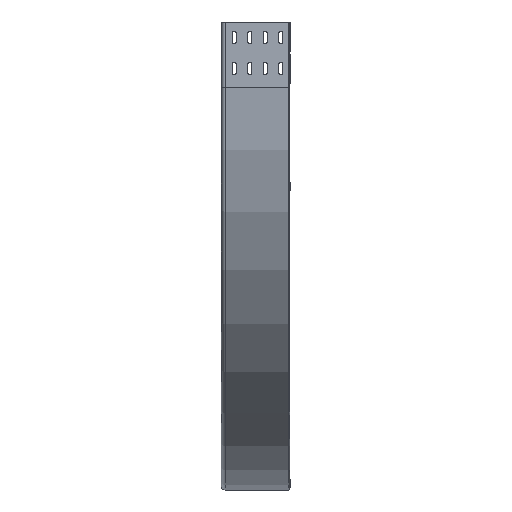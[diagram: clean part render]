
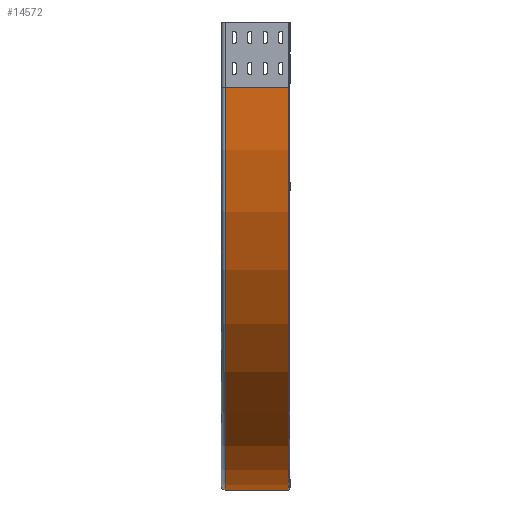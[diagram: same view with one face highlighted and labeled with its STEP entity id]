
A CAD part, left-side view. The second image highlights one B-rep face of the part: STEP entity #14572.
In plain terms, the highlighted cylindrical face has radius 650 mm (diameter 1300 mm), a partial arc.
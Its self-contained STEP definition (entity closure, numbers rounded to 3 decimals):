
#278 = VECTOR ( 'NONE', #17175, 1000. ) ;
#582 = EDGE_CURVE ( 'NONE', #10069, #4666, #15873, .T. ) ;
#1640 = CARTESIAN_POINT ( 'NONE',  ( 650., 104.25, -105. ) ) ;
#1664 = CYLINDRICAL_SURFACE ( 'NONE', #13223, 650. ) ;
#2816 = DIRECTION ( 'NONE',  ( 0., -1., 0. ) ) ;
#2946 = DIRECTION ( 'NONE',  ( 0., 0., -1. ) ) ;
#3465 = VERTEX_POINT ( 'NONE', #12888 ) ;
#4172 = VECTOR ( 'NONE', #2816, 1000. ) ;
#4178 = DIRECTION ( 'NONE',  ( 0., -1., 0. ) ) ;
#4271 = ORIENTED_EDGE ( 'NONE', *, *, #582, .F. ) ;
#4523 = FACE_OUTER_BOUND ( 'NONE', #13954, .T. ) ;
#4524 = AXIS2_PLACEMENT_3D ( 'NONE', #1640, #7383, #7663 ) ;
#4666 = VERTEX_POINT ( 'NONE', #13645 ) ;
#5019 = LINE ( 'NONE', #18661, #278 ) ;
#7383 = DIRECTION ( 'NONE',  ( 0., -1., 0. ) ) ;
#7585 = CARTESIAN_POINT ( 'NONE',  ( 0., 104.25, -105. ) ) ;
#7663 = DIRECTION ( 'NONE',  ( 0., 0., -1. ) ) ;
#7689 = CARTESIAN_POINT ( 'NONE',  ( 650., 0., -105. ) ) ;
#7691 = ORIENTED_EDGE ( 'NONE', *, *, #14693, .T. ) ;
#9583 = CIRCLE ( 'NONE', #4524, 650. ) ;
#9709 = CIRCLE ( 'NONE', #12224, 650. ) ;
#10069 = VERTEX_POINT ( 'NONE', #7585 ) ;
#10185 = VERTEX_POINT ( 'NONE', #14082 ) ;
#10255 = CARTESIAN_POINT ( 'NONE',  ( 0., 2.25, -105. ) ) ;
#11703 = CARTESIAN_POINT ( 'NONE',  ( 650., 2.25, -105. ) ) ;
#12224 = AXIS2_PLACEMENT_3D ( 'NONE', #11703, #4178, #19313 ) ;
#12888 = CARTESIAN_POINT ( 'NONE',  ( 650., 104.25, -755. ) ) ;
#13223 = AXIS2_PLACEMENT_3D ( 'NONE', #7689, #13728, #2946 ) ;
#13645 = CARTESIAN_POINT ( 'NONE',  ( 0., 2.25, -105. ) ) ;
#13728 = DIRECTION ( 'NONE',  ( 0., -1., 0. ) ) ;
#13954 = EDGE_LOOP ( 'NONE', ( #4271, #14632, #7691, #17351 ) ) ;
#14082 = CARTESIAN_POINT ( 'NONE',  ( 650., 2.25, -755. ) ) ;
#14572 = ADVANCED_FACE ( 'NONE', ( #4523 ), #1664, .T. ) ;
#14632 = ORIENTED_EDGE ( 'NONE', *, *, #16257, .T. ) ;
#14693 = EDGE_CURVE ( 'NONE', #3465, #10185, #5019, .T. ) ;
#15873 = LINE ( 'NONE', #10255, #4172 ) ;
#16257 = EDGE_CURVE ( 'NONE', #10069, #3465, #9583, .T. ) ;
#17175 = DIRECTION ( 'NONE',  ( 0., -1., 0. ) ) ;
#17351 = ORIENTED_EDGE ( 'NONE', *, *, #19537, .F. ) ;
#18661 = CARTESIAN_POINT ( 'NONE',  ( 650., 2.25, -755. ) ) ;
#19313 = DIRECTION ( 'NONE',  ( 0., 0., -1. ) ) ;
#19537 = EDGE_CURVE ( 'NONE', #4666, #10185, #9709, .T. ) ;
